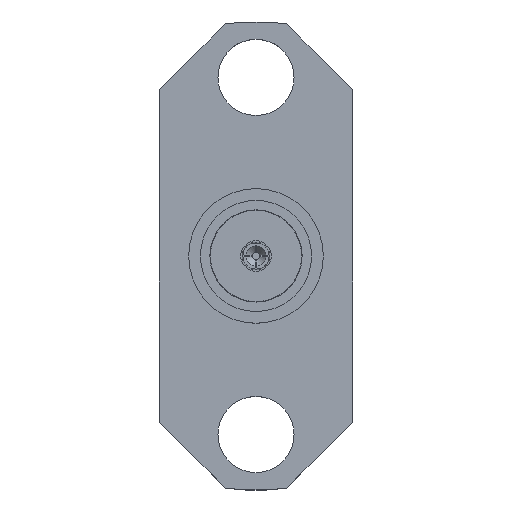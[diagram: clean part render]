
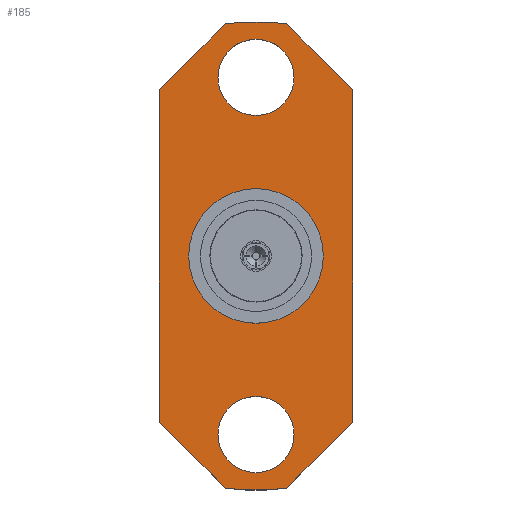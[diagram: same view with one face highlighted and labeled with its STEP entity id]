
A CAD part, top view. The second image highlights one B-rep face of the part: STEP entity #185.
In plain terms, the highlighted planar face has unit normal (0, 0, 1).
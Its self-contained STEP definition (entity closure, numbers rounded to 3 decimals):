
#24 = EDGE_CURVE ( 'NONE', #1942, #1890, #2235, .T. ) ;
#43 = EDGE_CURVE ( 'NONE', #1935, #1918, #2254, .T. ) ;
#68 = EDGE_CURVE ( 'NONE', #1887, #1930, #2329, .T. ) ;
#185 = ADVANCED_FACE ( 'NONE', ( #1100, #1102, #1104, #1105 ), #1106, .T. ) ;
#261 = CARTESIAN_POINT ( 'NONE',  ( 0., 0., 0. ) ) ;
#262 = DIRECTION ( 'NONE',  ( 0., 0., -1. ) ) ;
#263 = DIRECTION ( 'NONE',  ( 1., 0., 0. ) ) ;
#316 = CARTESIAN_POINT ( 'NONE',  ( 0., -6.1, 0. ) ) ;
#317 = DIRECTION ( 'NONE',  ( 0., 0., -1. ) ) ;
#318 = DIRECTION ( 'NONE',  ( -1., 0., 0. ) ) ;
#393 = CARTESIAN_POINT ( 'NONE',  ( 0., 6.1, 0. ) ) ;
#394 = DIRECTION ( 'NONE',  ( 0., 0., -1. ) ) ;
#395 = DIRECTION ( 'NONE',  ( -1., 0., 0. ) ) ;
#924 = EDGE_CURVE ( 'NONE', #1890, #1942, #2490, .T. ) ;
#925 = EDGE_CURVE ( 'NONE', #1930, #1887, #2485, .T. ) ;
#926 = EDGE_CURVE ( 'NONE', #2036, #2055, #2522, .T. ) ;
#927 = EDGE_CURVE ( 'NONE', #2036, #2027, #1484, .T. ) ;
#928 = EDGE_CURVE ( 'NONE', #2027, #2078, #1483, .T. ) ;
#929 = EDGE_CURVE ( 'NONE', #2078, #1947, #1492, .T. ) ;
#930 = EDGE_CURVE ( 'NONE', #2098, #1947, #2514, .T. ) ;
#931 = EDGE_CURVE ( 'NONE', #2098, #1988, #1495, .T. ) ;
#932 = EDGE_CURVE ( 'NONE', #1988, #2014, #1500, .T. ) ;
#933 = EDGE_CURVE ( 'NONE', #2014, #2055, #1503, .T. ) ;
#934 = EDGE_CURVE ( 'NONE', #1918, #1935, #2440, .T. ) ;
#1088 = DIRECTION ( 'NONE',  ( 0., 0., 1. ) ) ;
#1100 = FACE_BOUND ( 'NONE', #2122, .T. ) ;
#1101 = CARTESIAN_POINT ( 'NONE',  ( 0., 8., 0. ) ) ;
#1102 = FACE_BOUND ( 'NONE', #1811, .T. ) ;
#1104 = FACE_OUTER_BOUND ( 'NONE', #2144, .T. ) ;
#1105 = FACE_BOUND ( 'NONE', #2416, .T. ) ;
#1106 = PLANE ( 'NONE',  #2167 ) ;
#1107 = DIRECTION ( 'NONE',  ( 1., 0., 0. ) ) ;
#1476 = CARTESIAN_POINT ( 'NONE',  ( 0., 0., 0. ) ) ;
#1477 = DIRECTION ( 'NONE',  ( 0., 0., -1. ) ) ;
#1478 = DIRECTION ( 'NONE',  ( 1., 0., 0. ) ) ;
#1479 = CARTESIAN_POINT ( 'NONE',  ( 3.3, -5.68, 0. ) ) ;
#1480 = CARTESIAN_POINT ( 'NONE',  ( 0., 6.1, 0. ) ) ;
#1481 = DIRECTION ( 'NONE',  ( 0., 0., -1. ) ) ;
#1482 = DIRECTION ( 'NONE',  ( -1., 0., 0. ) ) ;
#1483 = LINE ( 'NONE', #1490, #2481 ) ;
#1484 = LINE ( 'NONE', #1479, #2468 ) ;
#1485 = CARTESIAN_POINT ( 'NONE',  ( 0., 0., 0. ) ) ;
#1486 = DIRECTION ( 'NONE',  ( 0., 0., -1. ) ) ;
#1487 = DIRECTION ( 'NONE',  ( -1., 0., 0. ) ) ;
#1488 = CARTESIAN_POINT ( 'NONE',  ( -3.3, 5.68, 0. ) ) ;
#1489 = DIRECTION ( 'NONE',  ( 0.707, 0.707, 0. ) ) ;
#1490 = CARTESIAN_POINT ( 'NONE',  ( 3.3, 5.68, 0. ) ) ;
#1491 = DIRECTION ( 'NONE',  ( 0., 1., 0. ) ) ;
#1492 = LINE ( 'NONE', #1493, #2453 ) ;
#1493 = CARTESIAN_POINT ( 'NONE',  ( 3.3, 5.68, 0. ) ) ;
#1494 = DIRECTION ( 'NONE',  ( -0.707, 0.707, 0. ) ) ;
#1495 = LINE ( 'NONE', #1488, #2458 ) ;
#1496 = CARTESIAN_POINT ( 'NONE',  ( 0., 0., 0. ) ) ;
#1497 = DIRECTION ( 'NONE',  ( 0., 0., -1. ) ) ;
#1498 = DIRECTION ( 'NONE',  ( -1., 0., 0. ) ) ;
#1499 = DIRECTION ( 'NONE',  ( -0.707, -0.707, 0. ) ) ;
#1500 = LINE ( 'NONE', #1501, #2487 ) ;
#1501 = CARTESIAN_POINT ( 'NONE',  ( -3.3, 5.68, 0. ) ) ;
#1502 = DIRECTION ( 'NONE',  ( 0., -1., 0. ) ) ;
#1503 = LINE ( 'NONE', #1504, #2451 ) ;
#1504 = CARTESIAN_POINT ( 'NONE',  ( -3.3, -5.68, 0. ) ) ;
#1505 = DIRECTION ( 'NONE',  ( 0.707, -0.707, 0. ) ) ;
#1508 = CARTESIAN_POINT ( 'NONE',  ( 0., -6.1, 0. ) ) ;
#1509 = DIRECTION ( 'NONE',  ( 0., 0., -1. ) ) ;
#1510 = DIRECTION ( 'NONE',  ( -1., 0., 0. ) ) ;
#1567 = CARTESIAN_POINT ( 'NONE',  ( 1.3, 6.1, 0. ) ) ;
#1580 = CARTESIAN_POINT ( 'NONE',  ( 2.3, 0., 0. ) ) ;
#1606 = CARTESIAN_POINT ( 'NONE',  ( -1.3, -6.1, 0. ) ) ;
#1618 = CARTESIAN_POINT ( 'NONE',  ( -1.3, 6.1, 0. ) ) ;
#1623 = CARTESIAN_POINT ( 'NONE',  ( 1.3, -6.1, 0. ) ) ;
#1630 = CARTESIAN_POINT ( 'NONE',  ( -2.3, 0., 0. ) ) ;
#1634 = CARTESIAN_POINT ( 'NONE',  ( 1.049, 7.931, 0. ) ) ;
#1642 = CARTESIAN_POINT ( 'NONE',  ( -3.3, 5.68, 0. ) ) ;
#1657 = CARTESIAN_POINT ( 'NONE',  ( -3.3, -5.68, 0. ) ) ;
#1663 = CARTESIAN_POINT ( 'NONE',  ( 3.3, -5.68, 0. ) ) ;
#1666 = CARTESIAN_POINT ( 'NONE',  ( -1.049, -7.931, 0. ) ) ;
#1669 = CARTESIAN_POINT ( 'NONE',  ( 1.049, -7.931, 0. ) ) ;
#1688 = CARTESIAN_POINT ( 'NONE',  ( 3.3, 5.68, 0. ) ) ;
#1698 = CARTESIAN_POINT ( 'NONE',  ( -1.049, 7.931, 0. ) ) ;
#1811 = EDGE_LOOP ( 'NONE', ( #1981, #2017 ) ) ;
#1887 = VERTEX_POINT ( 'NONE', #1567 ) ;
#1890 = VERTEX_POINT ( 'NONE', #1580 ) ;
#1918 = VERTEX_POINT ( 'NONE', #1606 ) ;
#1930 = VERTEX_POINT ( 'NONE', #1618 ) ;
#1935 = VERTEX_POINT ( 'NONE', #1623 ) ;
#1942 = VERTEX_POINT ( 'NONE', #1630 ) ;
#1945 = ORIENTED_EDGE ( 'NONE', *, *, #929, .T. ) ;
#1947 = VERTEX_POINT ( 'NONE', #1634 ) ;
#1962 = ORIENTED_EDGE ( 'NONE', *, *, #24, .T. ) ;
#1969 = ORIENTED_EDGE ( 'NONE', *, *, #928, .T. ) ;
#1973 = ORIENTED_EDGE ( 'NONE', *, *, #933, .T. ) ;
#1981 = ORIENTED_EDGE ( 'NONE', *, *, #68, .T. ) ;
#1988 = VERTEX_POINT ( 'NONE', #1642 ) ;
#1999 = ORIENTED_EDGE ( 'NONE', *, *, #926, .F. ) ;
#2003 = ORIENTED_EDGE ( 'NONE', *, *, #927, .T. ) ;
#2012 = ORIENTED_EDGE ( 'NONE', *, *, #934, .T. ) ;
#2014 = VERTEX_POINT ( 'NONE', #1657 ) ;
#2017 = ORIENTED_EDGE ( 'NONE', *, *, #925, .T. ) ;
#2027 = VERTEX_POINT ( 'NONE', #1663 ) ;
#2031 = ORIENTED_EDGE ( 'NONE', *, *, #924, .T. ) ;
#2036 = VERTEX_POINT ( 'NONE', #1669 ) ;
#2037 = ORIENTED_EDGE ( 'NONE', *, *, #930, .F. ) ;
#2055 = VERTEX_POINT ( 'NONE', #1666 ) ;
#2057 = ORIENTED_EDGE ( 'NONE', *, *, #931, .T. ) ;
#2061 = ORIENTED_EDGE ( 'NONE', *, *, #932, .T. ) ;
#2075 = ORIENTED_EDGE ( 'NONE', *, *, #43, .T. ) ;
#2078 = VERTEX_POINT ( 'NONE', #1688 ) ;
#2098 = VERTEX_POINT ( 'NONE', #1698 ) ;
#2122 = EDGE_LOOP ( 'NONE', ( #1962, #2031 ) ) ;
#2144 = EDGE_LOOP ( 'NONE', ( #1999, #2003, #1969, #1945, #2037, #2057, #2061, #1973 ) ) ;
#2167 = AXIS2_PLACEMENT_3D ( 'NONE', #1101, #1088, #1107 ) ;
#2235 = CIRCLE ( 'NONE', #2267, 2.3 ) ;
#2254 = CIRCLE ( 'NONE', #2257, 1.3 ) ;
#2257 = AXIS2_PLACEMENT_3D ( 'NONE', #316, #317, #318 ) ;
#2267 = AXIS2_PLACEMENT_3D ( 'NONE', #261, #262, #263 ) ;
#2329 = CIRCLE ( 'NONE', #2408, 1.3 ) ;
#2408 = AXIS2_PLACEMENT_3D ( 'NONE', #393, #394, #395 ) ;
#2416 = EDGE_LOOP ( 'NONE', ( #2075, #2012 ) ) ;
#2440 = CIRCLE ( 'NONE', #2493, 1.3 ) ;
#2444 = AXIS2_PLACEMENT_3D ( 'NONE', #1476, #1477, #1478 ) ;
#2451 = VECTOR ( 'NONE', #1505, 1000. ) ;
#2453 = VECTOR ( 'NONE', #1494, 1000. ) ;
#2457 = AXIS2_PLACEMENT_3D ( 'NONE', #1496, #1497, #1498 ) ;
#2458 = VECTOR ( 'NONE', #1499, 1000. ) ;
#2468 = VECTOR ( 'NONE', #1489, 1000. ) ;
#2481 = VECTOR ( 'NONE', #1491, 1000. ) ;
#2485 = CIRCLE ( 'NONE', #2489, 1.3 ) ;
#2487 = VECTOR ( 'NONE', #1502, 1000. ) ;
#2489 = AXIS2_PLACEMENT_3D ( 'NONE', #1480, #1481, #1482 ) ;
#2490 = CIRCLE ( 'NONE', #2444, 2.3 ) ;
#2493 = AXIS2_PLACEMENT_3D ( 'NONE', #1508, #1509, #1510 ) ;
#2514 = CIRCLE ( 'NONE', #2457, 8. ) ;
#2520 = AXIS2_PLACEMENT_3D ( 'NONE', #1485, #1486, #1487 ) ;
#2522 = CIRCLE ( 'NONE', #2520, 8. ) ;
